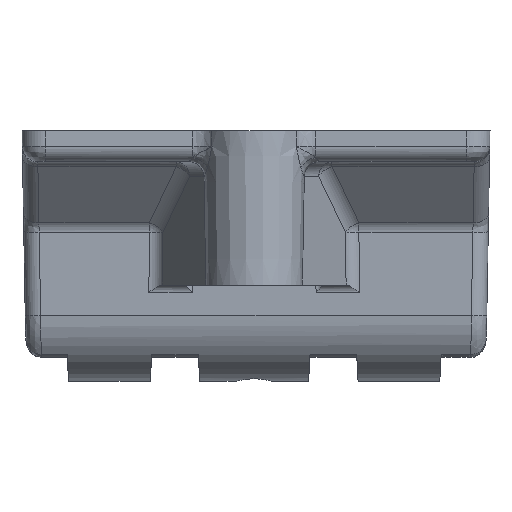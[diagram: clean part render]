
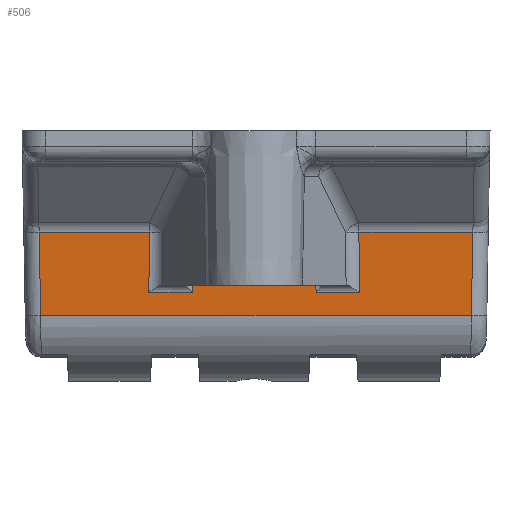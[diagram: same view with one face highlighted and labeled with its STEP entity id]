
A CAD part, left-side view. The second image highlights one B-rep face of the part: STEP entity #506.
In plain terms, the highlighted planar face has unit normal (-0.999, 0, -0.052).
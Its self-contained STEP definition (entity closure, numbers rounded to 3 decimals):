
#236 = DIRECTION ( 'NONE',  ( -0.052, -0.01, 0.999 ) ) ;
#271 = CARTESIAN_POINT ( 'NONE',  ( -9.222, 60., -0.483 ) ) ;
#275 = CARTESIAN_POINT ( 'NONE',  ( -9.553, 22.594, 5.84 ) ) ;
#353 = EDGE_CURVE ( 'NONE', #7467, #4109, #5988, .T. ) ;
#381 = ORIENTED_EDGE ( 'NONE', *, *, #5887, .F. ) ;
#408 = CARTESIAN_POINT ( 'NONE',  ( -9.553, 60., 5.84 ) ) ;
#506 = ADVANCED_FACE ( 'NONE', ( #718 ), #4857, .T. ) ;
#555 = CARTESIAN_POINT ( 'NONE',  ( -8.988, 57.915, -4.95 ) ) ;
#596 = CARTESIAN_POINT ( 'NONE',  ( -9.553, 58.103, 5.84 ) ) ;
#718 = FACE_OUTER_BOUND ( 'NONE', #2697, .T. ) ;
#757 = EDGE_CURVE ( 'NONE', #8587, #9774, #3573, .T. ) ;
#792 = ORIENTED_EDGE ( 'NONE', *, *, #8126, .T. ) ;
#824 = DIRECTION ( 'NONE',  ( -0.052, 0.05, 0.997 ) ) ;
#1049 = DIRECTION ( 'NONE',  ( -0.052, 0., 0.999 ) ) ;
#1078 = CARTESIAN_POINT ( 'NONE',  ( -9.19, 38.229, -1.087 ) ) ;
#1118 = LINE ( 'NONE', #1904, #6975 ) ;
#1187 = DIRECTION ( 'NONE',  ( 0., -1., 0. ) ) ;
#1363 = DIRECTION ( 'NONE',  ( 0., 1., 0. ) ) ;
#1428 = VERTEX_POINT ( 'NONE', #596 ) ;
#1463 = VERTEX_POINT ( 'NONE', #8247 ) ;
#1622 = CARTESIAN_POINT ( 'NONE',  ( -9.145, 22.201, -1.948 ) ) ;
#1904 = CARTESIAN_POINT ( 'NONE',  ( -9.224, 57.994, -0.448 ) ) ;
#1922 = VERTEX_POINT ( 'NONE', #555 ) ;
#2127 = LINE ( 'NONE', #2903, #7738 ) ;
#2157 = EDGE_CURVE ( 'NONE', #6943, #8587, #2127, .T. ) ;
#2425 = VECTOR ( 'NONE', #236, 1000. ) ;
#2438 = ORIENTED_EDGE ( 'NONE', *, *, #2157, .T. ) ;
#2639 = LINE ( 'NONE', #408, #8249 ) ;
#2669 = VECTOR ( 'NONE', #8547, 1000. ) ;
#2697 = EDGE_LOOP ( 'NONE', ( #4793, #2438, #3923, #6230, #6042, #9654, #792, #4651, #6606, #6409, #5139, #381 ) ) ;
#2893 = CARTESIAN_POINT ( 'NONE',  ( -9.553, 60., 5.84 ) ) ;
#2903 = CARTESIAN_POINT ( 'NONE',  ( -9.145, 60., -1.948 ) ) ;
#2905 = CARTESIAN_POINT ( 'NONE',  ( -9.145, 16.583, -1.948 ) ) ;
#3020 = DIRECTION ( 'NONE',  ( 0.052, -0.01, -0.999 ) ) ;
#3049 = VECTOR ( 'NONE', #7472, 1000. ) ;
#3504 = VERTEX_POINT ( 'NONE', #5466 ) ;
#3573 = LINE ( 'NONE', #3858, #9421 ) ;
#3711 = CARTESIAN_POINT ( 'NONE',  ( -9.555, 1.896, 5.875 ) ) ;
#3820 = VERTEX_POINT ( 'NONE', #8438 ) ;
#3858 = CARTESIAN_POINT ( 'NONE',  ( -9.549, 22.589, 5.753 ) ) ;
#3923 = ORIENTED_EDGE ( 'NONE', *, *, #757, .T. ) ;
#3961 = CARTESIAN_POINT ( 'NONE',  ( -9.553, 60., 5.84 ) ) ;
#4011 = CARTESIAN_POINT ( 'NONE',  ( -9.553, 37.879, 5.84 ) ) ;
#4109 = VERTEX_POINT ( 'NONE', #9036 ) ;
#4184 = VECTOR ( 'NONE', #5660, 1000. ) ;
#4447 = CARTESIAN_POINT ( 'NONE',  ( -9.145, 60., -1.948 ) ) ;
#4512 = CARTESIAN_POINT ( 'NONE',  ( -8.988, 60., -4.95 ) ) ;
#4651 = ORIENTED_EDGE ( 'NONE', *, *, #9852, .F. ) ;
#4793 = ORIENTED_EDGE ( 'NONE', *, *, #5977, .T. ) ;
#4857 = PLANE ( 'NONE',  #7855 ) ;
#4954 = LINE ( 'NONE', #4512, #6984 ) ;
#5028 = VECTOR ( 'NONE', #6685, 1000. ) ;
#5139 = ORIENTED_EDGE ( 'NONE', *, *, #7291, .T. ) ;
#5325 = LINE ( 'NONE', #2893, #3049 ) ;
#5466 = CARTESIAN_POINT ( 'NONE',  ( -9.145, 43.89, -1.948 ) ) ;
#5631 = EDGE_CURVE ( 'NONE', #1922, #3820, #4954, .T. ) ;
#5632 = DIRECTION ( 'NONE',  ( -0.999, 0., -0.052 ) ) ;
#5660 = DIRECTION ( 'NONE',  ( 0.052, 0.05, -0.997 ) ) ;
#5887 = EDGE_CURVE ( 'NONE', #7287, #1463, #5325, .T. ) ;
#5908 = VECTOR ( 'NONE', #6784, 1000. ) ;
#5977 = EDGE_CURVE ( 'NONE', #7287, #6943, #8655, .T. ) ;
#5988 = LINE ( 'NONE', #1078, #4184 ) ;
#6023 = CARTESIAN_POINT ( 'NONE',  ( -9.553, 16.662, 5.84 ) ) ;
#6042 = ORIENTED_EDGE ( 'NONE', *, *, #353, .T. ) ;
#6209 = EDGE_CURVE ( 'NONE', #1428, #1922, #1118, .T. ) ;
#6230 = ORIENTED_EDGE ( 'NONE', *, *, #8099, .F. ) ;
#6379 = VECTOR ( 'NONE', #3020, 1000. ) ;
#6409 = ORIENTED_EDGE ( 'NONE', *, *, #5631, .T. ) ;
#6478 = DIRECTION ( 'NONE',  ( 0.052, -0.017, -0.998 ) ) ;
#6485 = LINE ( 'NONE', #7800, #2425 ) ;
#6606 = ORIENTED_EDGE ( 'NONE', *, *, #6209, .T. ) ;
#6685 = DIRECTION ( 'NONE',  ( 0., 1., 0. ) ) ;
#6784 = DIRECTION ( 'NONE',  ( -0.052, -0.017, 0.998 ) ) ;
#6815 = DIRECTION ( 'NONE',  ( 0., -1., 0. ) ) ;
#6823 = LINE ( 'NONE', #4447, #5028 ) ;
#6943 = VERTEX_POINT ( 'NONE', #2905 ) ;
#6975 = VECTOR ( 'NONE', #6478, 1000. ) ;
#6984 = VECTOR ( 'NONE', #6815, 1000. ) ;
#7287 = VERTEX_POINT ( 'NONE', #6023 ) ;
#7291 = EDGE_CURVE ( 'NONE', #3820, #1463, #7922, .T. ) ;
#7467 = VERTEX_POINT ( 'NONE', #4011 ) ;
#7472 = DIRECTION ( 'NONE',  ( 0., -1., 0. ) ) ;
#7738 = VECTOR ( 'NONE', #1363, 1000. ) ;
#7800 = CARTESIAN_POINT ( 'NONE',  ( -9.554, 43.811, 5.851 ) ) ;
#7855 = AXIS2_PLACEMENT_3D ( 'NONE', #271, #5632, #1049 ) ;
#7922 = LINE ( 'NONE', #3711, #5908 ) ;
#8099 = EDGE_CURVE ( 'NONE', #7467, #9774, #8518, .T. ) ;
#8126 = EDGE_CURVE ( 'NONE', #3504, #9624, #6485, .T. ) ;
#8247 = CARTESIAN_POINT ( 'NONE',  ( -9.553, 1.897, 5.84 ) ) ;
#8249 = VECTOR ( 'NONE', #1187, 1000. ) ;
#8350 = CARTESIAN_POINT ( 'NONE',  ( -9.195, 16.593, -0.988 ) ) ;
#8438 = CARTESIAN_POINT ( 'NONE',  ( -8.988, 2.085, -4.95 ) ) ;
#8518 = LINE ( 'NONE', #3961, #2669 ) ;
#8547 = DIRECTION ( 'NONE',  ( 0., -1., 0. ) ) ;
#8587 = VERTEX_POINT ( 'NONE', #1622 ) ;
#8655 = LINE ( 'NONE', #8350, #6379 ) ;
#9036 = CARTESIAN_POINT ( 'NONE',  ( -9.145, 38.272, -1.948 ) ) ;
#9206 = CARTESIAN_POINT ( 'NONE',  ( -9.553, 43.811, 5.84 ) ) ;
#9421 = VECTOR ( 'NONE', #824, 1000. ) ;
#9524 = EDGE_CURVE ( 'NONE', #4109, #3504, #6823, .T. ) ;
#9624 = VERTEX_POINT ( 'NONE', #9206 ) ;
#9654 = ORIENTED_EDGE ( 'NONE', *, *, #9524, .T. ) ;
#9774 = VERTEX_POINT ( 'NONE', #275 ) ;
#9852 = EDGE_CURVE ( 'NONE', #1428, #9624, #2639, .T. ) ;
